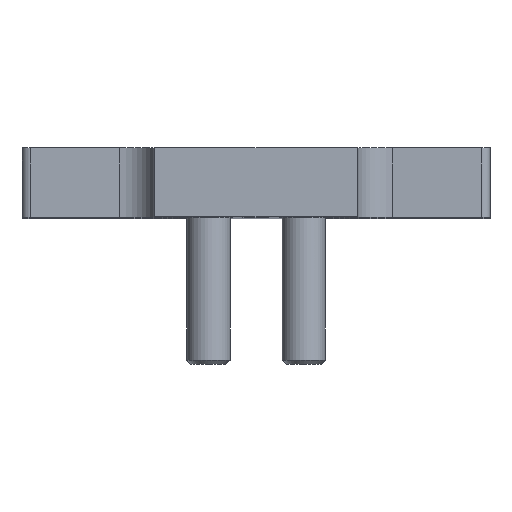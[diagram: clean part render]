
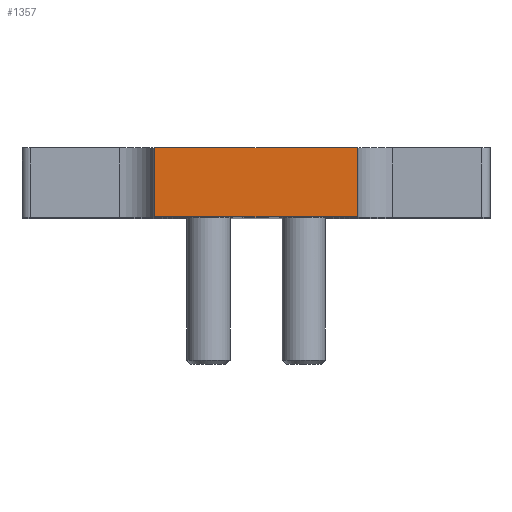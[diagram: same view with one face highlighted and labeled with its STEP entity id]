
A CAD part, top view. The second image highlights one B-rep face of the part: STEP entity #1357.
In plain terms, the highlighted planar face has unit normal (0, 0, 1).
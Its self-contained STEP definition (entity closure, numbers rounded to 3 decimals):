
#211=ORIENTED_EDGE('',*,*,#559,.T.);
#212=ORIENTED_EDGE('',*,*,#560,.F.);
#213=ORIENTED_EDGE('',*,*,#561,.F.);
#214=ORIENTED_EDGE('',*,*,#557,.T.);
#557=EDGE_CURVE('',#730,#729,#858,.T.);
#559=EDGE_CURVE('',#729,#731,#860,.T.);
#560=EDGE_CURVE('',#732,#731,#861,.T.);
#561=EDGE_CURVE('',#730,#732,#862,.T.);
#729=VERTEX_POINT('',#2140);
#730=VERTEX_POINT('',#2142);
#731=VERTEX_POINT('',#2146);
#732=VERTEX_POINT('',#2148);
#858=LINE('',#2141,#938);
#860=LINE('',#2145,#940);
#861=LINE('',#2147,#941);
#862=LINE('',#2149,#942);
#938=VECTOR('',#1686,1000.);
#940=VECTOR('',#1690,1000.);
#941=VECTOR('',#1691,1000.);
#942=VECTOR('',#1692,1000.);
#1013=EDGE_LOOP('',(#211,#212,#213,#214));
#1165=FACE_BOUND('',#1013,.T.);
#1316=PLANE('',#1479);
#1357=ADVANCED_FACE('',(#1165),#1316,.F.);
#1479=AXIS2_PLACEMENT_3D('',#2144,#1688,#1689);
#1686=DIRECTION('',(0.,-1.,0.));
#1688=DIRECTION('',(0.,0.,-1.));
#1689=DIRECTION('',(-1.,0.,0.));
#1690=DIRECTION('',(1.,0.,0.));
#1691=DIRECTION('',(0.,-1.,0.));
#1692=DIRECTION('',(1.,0.,0.));
#2140=CARTESIAN_POINT('',(-11.7,0.,72.4));
#2141=CARTESIAN_POINT('',(-11.7,8.,72.4));
#2142=CARTESIAN_POINT('',(-11.7,8.,72.4));
#2144=CARTESIAN_POINT('',(-11.7,8.,72.4));
#2145=CARTESIAN_POINT('',(-11.7,0.,72.4));
#2146=CARTESIAN_POINT('',(11.7,0.,72.4));
#2147=CARTESIAN_POINT('',(11.7,8.,72.4));
#2148=CARTESIAN_POINT('',(11.7,8.,72.4));
#2149=CARTESIAN_POINT('',(-11.7,8.,72.4));
